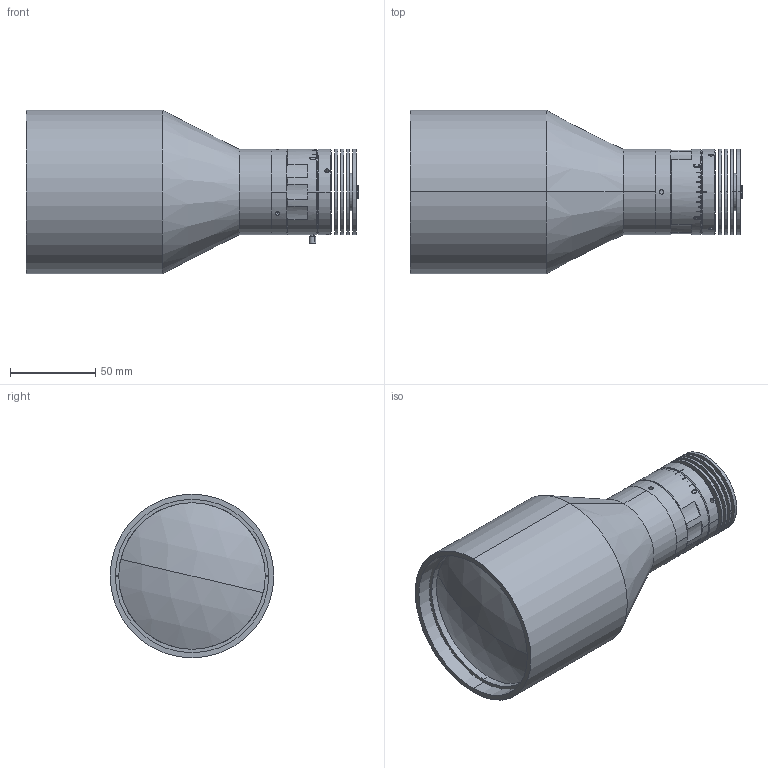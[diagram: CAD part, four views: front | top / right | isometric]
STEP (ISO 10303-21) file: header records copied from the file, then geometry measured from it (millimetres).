
FILE_DESCRIPTION (( 'STEP AP203' ), '1' );
FILE_NAME ('XF-PTI080-(C).STEP', '2019-06-27T10:09:19', ( 'lawlynn' ), ( '' ), 'SwSTEP 2.0', 'SolidWorks 2014', '' );
FILE_SCHEMA (( 'CONFIG_CONTROL_DESIGN' ));
Length unit declared in the file: millimetre
Products named in the file (1): XF-PTI080-(C)
Bounding box: 194.81 x 96 x 96 mm (x, y, z)
Surface area: 73475.5 mm2 (no closed solid volume)
Topology: 0 solids, 18 shells, 180 faces, 570 edges, 399 vertices
Faces by surface type: cylinder 82, plane 70, cone 16, torus 6, bspline 4, sphere 2
Entity records: 8848 total; most frequent: CARTESIAN_POINT 3773, DIRECTION 1074, ORIENTED_EDGE 919, EDGE_CURVE 570, AXIS2_PLACEMENT_3D 413, VERTEX_POINT 399, LINE 248, VECTOR 248
